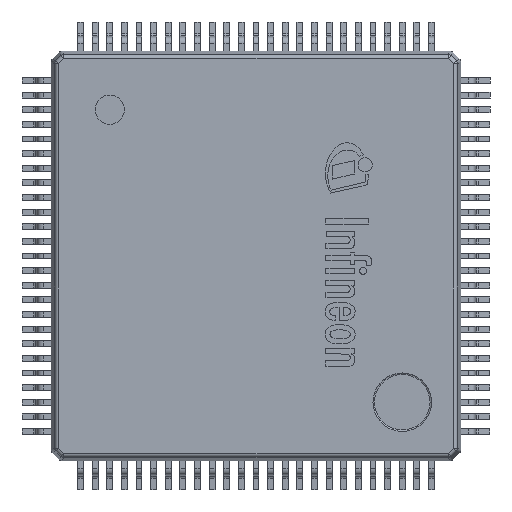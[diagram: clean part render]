
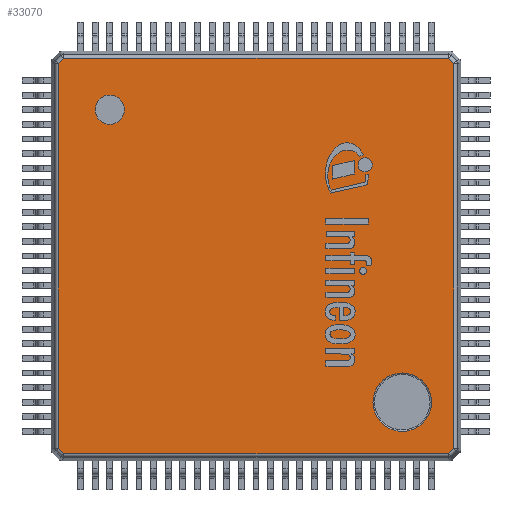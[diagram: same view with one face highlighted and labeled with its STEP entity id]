
A CAD part, top view. The second image highlights one B-rep face of the part: STEP entity #33070.
In plain terms, the highlighted planar face has unit normal (0, 0, 1).
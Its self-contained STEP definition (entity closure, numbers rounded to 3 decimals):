
#114=FACE_BOUND('',#3909,.T.);
#115=FACE_BOUND('',#3910,.T.);
#923=CIRCLE('',#35117,1.);
#925=CIRCLE('',#35121,0.5);
#1985=FACE_OUTER_BOUND('',#3908,.T.);
#3908=EDGE_LOOP('',(#21916,#21917,#21918,#21919,#21920,#21921,#21922,#21923));
#3909=EDGE_LOOP('',(#21924));
#3910=EDGE_LOOP('',(#21925));
#5883=LINE('',#48023,#9737);
#5884=LINE('',#48025,#9738);
#5885=LINE('',#48027,#9739);
#5886=LINE('',#48029,#9740);
#5887=LINE('',#48031,#9741);
#5888=LINE('',#48033,#9742);
#5889=LINE('',#48035,#9743);
#5890=LINE('',#48036,#9744);
#9737=VECTOR('',#38220,1000.);
#9738=VECTOR('',#38221,1000.);
#9739=VECTOR('',#38222,1000.);
#9740=VECTOR('',#38223,1000.);
#9741=VECTOR('',#38224,1000.);
#9742=VECTOR('',#38225,1000.);
#9743=VECTOR('',#38226,1000.);
#9744=VECTOR('',#38227,1000.);
#13563=VERTEX_POINT('',#47940);
#13565=VERTEX_POINT('',#47946);
#13598=VERTEX_POINT('',#48021);
#13599=VERTEX_POINT('',#48022);
#13600=VERTEX_POINT('',#48024);
#13601=VERTEX_POINT('',#48026);
#13602=VERTEX_POINT('',#48028);
#13603=VERTEX_POINT('',#48030);
#13604=VERTEX_POINT('',#48032);
#13605=VERTEX_POINT('',#48034);
#16874=EDGE_CURVE('',#13563,#13563,#923,.T.);
#16876=EDGE_CURVE('',#13565,#13565,#925,.T.);
#16909=EDGE_CURVE('',#13598,#13599,#5883,.T.);
#16910=EDGE_CURVE('',#13599,#13600,#5884,.T.);
#16911=EDGE_CURVE('',#13600,#13601,#5885,.T.);
#16912=EDGE_CURVE('',#13601,#13602,#5886,.T.);
#16913=EDGE_CURVE('',#13602,#13603,#5887,.T.);
#16914=EDGE_CURVE('',#13603,#13604,#5888,.T.);
#16915=EDGE_CURVE('',#13604,#13605,#5889,.T.);
#16916=EDGE_CURVE('',#13605,#13598,#5890,.T.);
#21916=ORIENTED_EDGE('',*,*,#16909,.T.);
#21917=ORIENTED_EDGE('',*,*,#16910,.T.);
#21918=ORIENTED_EDGE('',*,*,#16911,.T.);
#21919=ORIENTED_EDGE('',*,*,#16912,.T.);
#21920=ORIENTED_EDGE('',*,*,#16913,.T.);
#21921=ORIENTED_EDGE('',*,*,#16914,.T.);
#21922=ORIENTED_EDGE('',*,*,#16915,.T.);
#21923=ORIENTED_EDGE('',*,*,#16916,.T.);
#21924=ORIENTED_EDGE('',*,*,#16876,.F.);
#21925=ORIENTED_EDGE('',*,*,#16874,.F.);
#31708=PLANE('',#35130);
#33070=ADVANCED_FACE('',(#1985,#114,#115),#31708,.F.);
#35117=AXIS2_PLACEMENT_3D('',#47941,#38160,#38161);
#35121=AXIS2_PLACEMENT_3D('',#47947,#38168,#38169);
#35130=AXIS2_PLACEMENT_3D('',#48020,#38218,#38219);
#38160=DIRECTION('center_axis',(0.,0.,1.));
#38161=DIRECTION('ref_axis',(0.,-1.,0.));
#38168=DIRECTION('center_axis',(0.,0.,1.));
#38169=DIRECTION('ref_axis',(0.,-1.,0.));
#38218=DIRECTION('center_axis',(0.,0.,-1.));
#38219=DIRECTION('ref_axis',(0.,1.,0.));
#38220=DIRECTION('',(0.,1.,0.));
#38221=DIRECTION('',(-0.707,0.707,0.));
#38222=DIRECTION('',(-1.,0.,0.));
#38223=DIRECTION('',(-0.707,-0.707,0.));
#38224=DIRECTION('',(0.,-1.,0.));
#38225=DIRECTION('',(0.707,-0.707,0.));
#38226=DIRECTION('',(1.,0.,0.));
#38227=DIRECTION('',(0.707,0.707,0.));
#47940=CARTESIAN_POINT('',(5.,-6.,1.6));
#47941=CARTESIAN_POINT('Origin',(5.,-5.,1.6));
#47946=CARTESIAN_POINT('',(-5.,4.5,1.6));
#47947=CARTESIAN_POINT('Origin',(-5.,5.,1.6));
#48020=CARTESIAN_POINT('Origin',(0.,0.,1.6));
#48021=CARTESIAN_POINT('',(6.757,-6.579,1.6));
#48022=CARTESIAN_POINT('',(6.757,6.579,1.6));
#48023=CARTESIAN_POINT('',(6.757,0.,1.6));
#48024=CARTESIAN_POINT('',(6.579,6.757,1.6));
#48025=CARTESIAN_POINT('',(6.668,6.668,1.6));
#48026=CARTESIAN_POINT('',(-6.579,6.757,1.6));
#48027=CARTESIAN_POINT('',(0.,6.757,1.6));
#48028=CARTESIAN_POINT('',(-6.757,6.579,1.6));
#48029=CARTESIAN_POINT('',(-6.668,6.668,1.6));
#48030=CARTESIAN_POINT('',(-6.757,-6.579,1.6));
#48031=CARTESIAN_POINT('',(-6.757,0.,1.6));
#48032=CARTESIAN_POINT('',(-6.579,-6.757,1.6));
#48033=CARTESIAN_POINT('',(-6.668,-6.668,1.6));
#48034=CARTESIAN_POINT('',(6.579,-6.757,1.6));
#48035=CARTESIAN_POINT('',(0.,-6.757,1.6));
#48036=CARTESIAN_POINT('',(6.668,-6.668,1.6));
